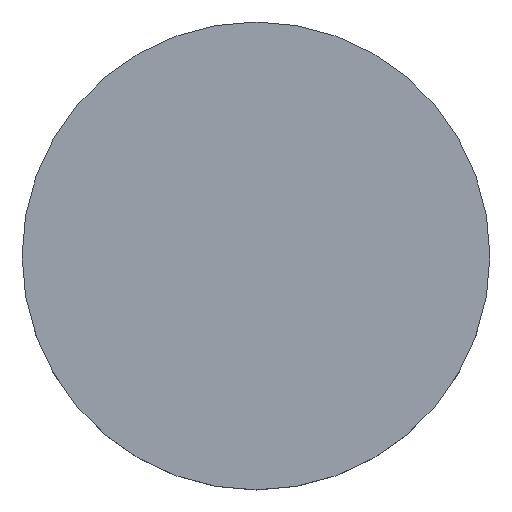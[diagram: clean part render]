
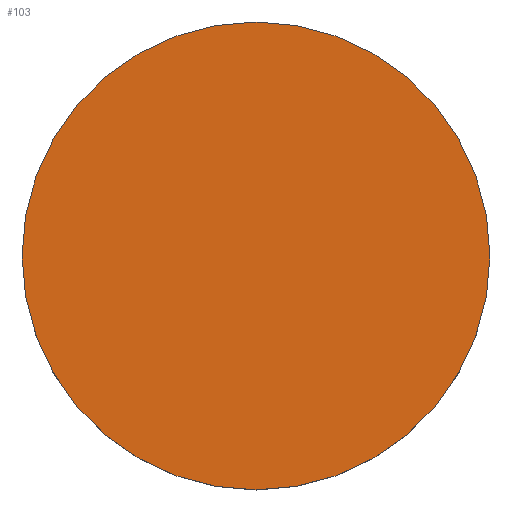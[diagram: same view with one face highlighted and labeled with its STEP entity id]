
A CAD part, top view. The second image highlights one B-rep face of the part: STEP entity #103.
In plain terms, the highlighted planar face has unit normal (0, 0, 1).
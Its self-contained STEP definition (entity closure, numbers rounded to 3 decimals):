
#7 = DIRECTION ( 'NONE',  ( 0., 0., 1. ) ) ;
#17 = CIRCLE ( 'NONE', #213, 12.7 ) ;
#25 = CARTESIAN_POINT ( 'NONE',  ( -12.7, 0., 4. ) ) ;
#26 = EDGE_CURVE ( 'NONE', #123, #151, #17, .T. ) ;
#28 = ORIENTED_EDGE ( 'NONE', *, *, #160, .F. ) ;
#41 = CARTESIAN_POINT ( 'NONE',  ( 0., 26.112, 4. ) ) ;
#43 = PLANE ( 'NONE',  #178 ) ;
#44 = CARTESIAN_POINT ( 'NONE',  ( 12.7, 0., 4. ) ) ;
#57 = ORIENTED_EDGE ( 'NONE', *, *, #26, .F. ) ;
#58 = EDGE_LOOP ( 'NONE', ( #28, #57 ) ) ;
#59 = CARTESIAN_POINT ( 'NONE',  ( 0., 0., 4. ) ) ;
#68 = AXIS2_PLACEMENT_3D ( 'NONE', #118, #83, #174 ) ;
#81 = DIRECTION ( 'NONE',  ( 0., 0., -1. ) ) ;
#83 = DIRECTION ( 'NONE',  ( 0., 0., -1. ) ) ;
#84 = FACE_OUTER_BOUND ( 'NONE', #58, .T. ) ;
#103 = ADVANCED_FACE ( 'NONE', ( #84 ), #43, .T. ) ;
#118 = CARTESIAN_POINT ( 'NONE',  ( 0., 0., 4. ) ) ;
#123 = VERTEX_POINT ( 'NONE', #25 ) ;
#148 = CIRCLE ( 'NONE', #68, 12.7 ) ;
#151 = VERTEX_POINT ( 'NONE', #44 ) ;
#160 = EDGE_CURVE ( 'NONE', #151, #123, #148, .T. ) ;
#170 = DIRECTION ( 'NONE',  ( 1., 0., 0. ) ) ;
#174 = DIRECTION ( 'NONE',  ( 1., 0., 0. ) ) ;
#178 = AXIS2_PLACEMENT_3D ( 'NONE', #41, #7, #170 ) ;
#199 = DIRECTION ( 'NONE',  ( 1., 0., 0. ) ) ;
#213 = AXIS2_PLACEMENT_3D ( 'NONE', #59, #81, #199 ) ;
